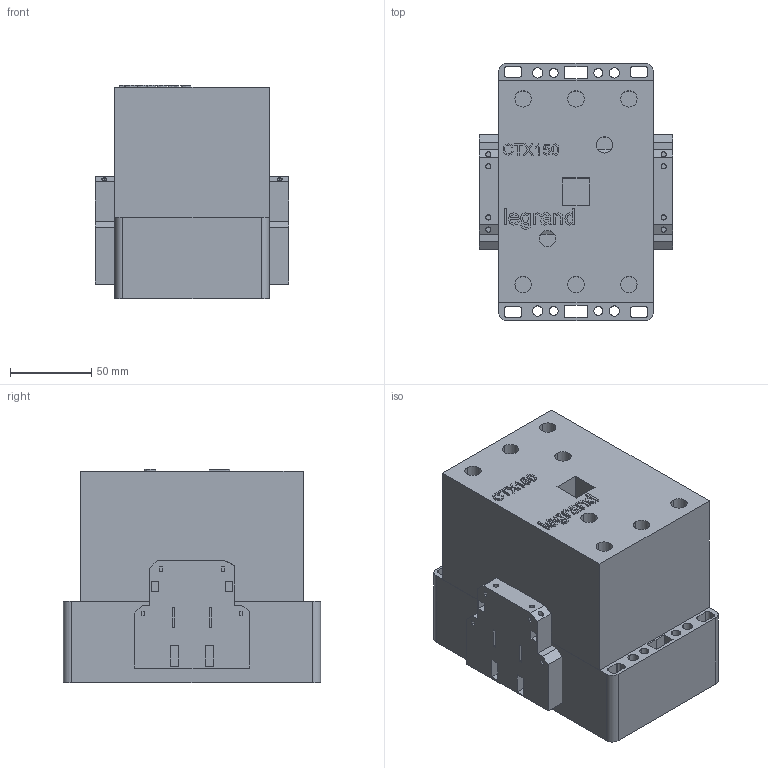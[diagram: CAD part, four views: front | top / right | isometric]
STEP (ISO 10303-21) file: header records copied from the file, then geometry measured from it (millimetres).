
FILE_DESCRIPTION(/* description */ (''),/* implementation_level */ '2;1');
FILE_NAME(/* name */ '416246 v1.step',/* time_stamp */ '2018-06-20T03:48:15+03:00',/* author */ (''),/* organization */ (''),/* preprocessor_version */ 'ST-DEVELOPER v17',/* originating_system */ 'Autodesk Translation Framework v7.1.0.215',/* authorisation */ '');
FILE_SCHEMA (('AUTOMOTIVE_DESIGN { 1 0 10303 214 3 1 1 }'));
Length unit declared in the file: millimetre
Products named in the file (2): 416246; 416246_1
Assembly tree (1 placements, depth 2):
  416246
    416246_1
Bounding box: 119 x 158 x 131 mm (x, y, z)
Volume: 2029894.6 mm3; surface area: 203181.3 mm2
Topology: 16 solids, 18 shells, 485 faces, 1302 edges, 868 vertices
Faces by surface type: plane 401, cylinder 84
Entity records: 15190 total; most frequent: CARTESIAN_POINT 2658, ORIENTED_EDGE 2604, DIRECTION 2450, EDGE_CURVE 1302, LINE 1130, VECTOR 1130, VERTEX_POINT 868, AXIS2_PLACEMENT_3D 660
